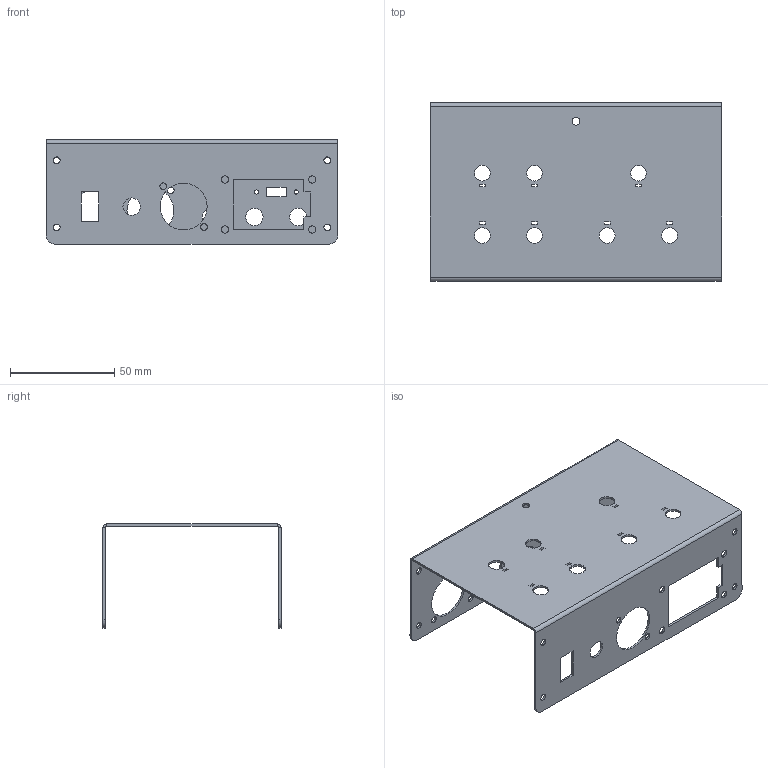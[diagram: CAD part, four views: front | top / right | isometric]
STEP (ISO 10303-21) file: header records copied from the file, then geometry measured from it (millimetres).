
FILE_DESCRIPTION(/* description */ (''),/* implementation_level */ '2;1');
FILE_NAME(/* name */ 'V3 Enclosure Simple v14.step',/* time_stamp */ '2024-04-02T00:46:17-07:00',/* author */ (''),/* organization */ (''),/* preprocessor_version */ 'ST-DEVELOPER v20',/* originating_system */ 'Autodesk Translation Framework v12.20.1.177',/* authorisation */ '');
FILE_SCHEMA (('AUTOMOTIVE_DESIGN { 1 0 10303 214 3 1 1 }'));
Length unit declared in the file: millimetre
Products named in the file (2): V3 Enclosure Simple; Component1
Assembly tree (1 placements, depth 2):
  V3 Enclosure Simple
    Component1
Bounding box: 140 x 85.54 x 50 mm (x, y, z)
Volume: 23044.1 mm3; surface area: 46796.8 mm2
Topology: 1 solids, 1 shells, 105 faces, 293 edges, 190 vertices
Faces by surface type: plane 62, cylinder 43
Full cylindrical faces by diameter (mm): 2 x2, 3.2 x6, 3.25 x8, 3.5 x4, 3.8 x1, 7.5 x7, 8.3 x4, 22.5 x3
Entity records: 3605 total; most frequent: DIRECTION 595, CARTESIAN_POINT 591, ORIENTED_EDGE 586, EDGE_CURVE 293, LINE 207, VECTOR 207, EDGE_LOOP 195, AXIS2_PLACEMENT_3D 194
